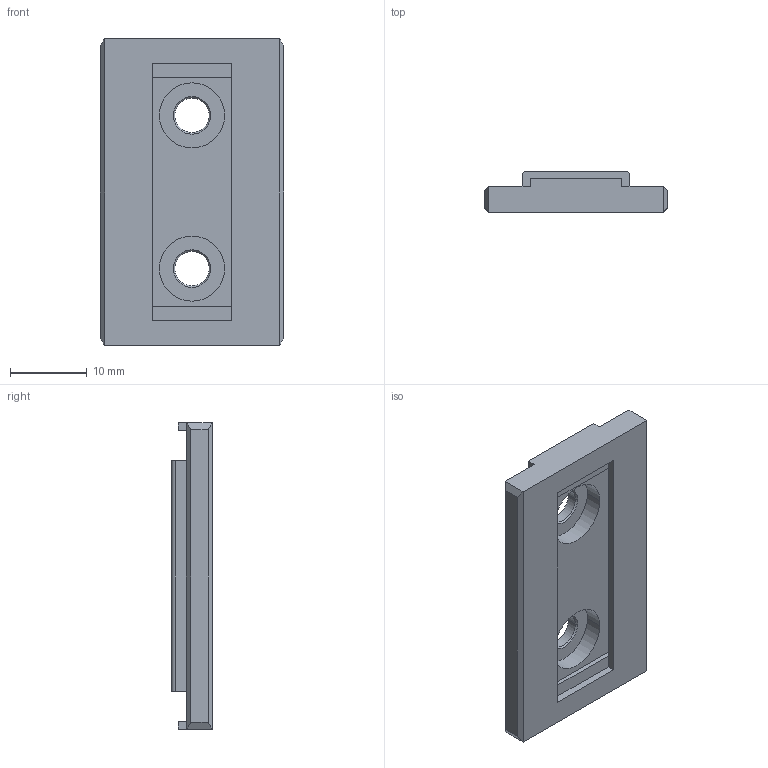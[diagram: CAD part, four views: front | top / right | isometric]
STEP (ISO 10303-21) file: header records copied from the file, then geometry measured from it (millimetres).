
FILE_DESCRIPTION (( 'STEP AP203' ), '1' );
FILE_NAME ('6723K11.step', '2014-11-20T15:17:22', ( '' ), ( '' ), 'SwSTEP 2.0', 'SolidWorks 2013', '' );
FILE_SCHEMA (( 'CONFIG_CONTROL_DESIGN' ));
Length unit declared in the file: millimetre
Products named in the file (1): 6723K11
Bounding box: 23.9 x 5.35 x 40 mm (x, y, z)
Volume: 3172.6 mm3; surface area: 2964.3 mm2
Topology: 1 solids, 1 shells, 60 faces, 154 edges, 100 vertices
Faces by surface type: plane 45, cylinder 11, cone 4
Entity records: 1885 total; most frequent: CARTESIAN_POINT 315, ORIENTED_EDGE 308, DIRECTION 302, EDGE_CURVE 154, VECTOR 128, LINE 128, VERTEX_POINT 100, AXIS2_PLACEMENT_3D 87
